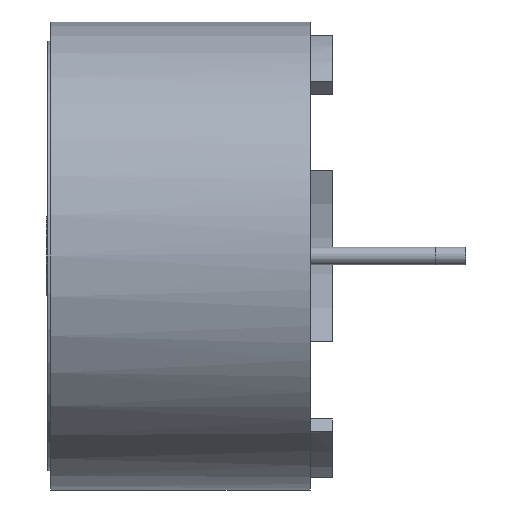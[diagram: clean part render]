
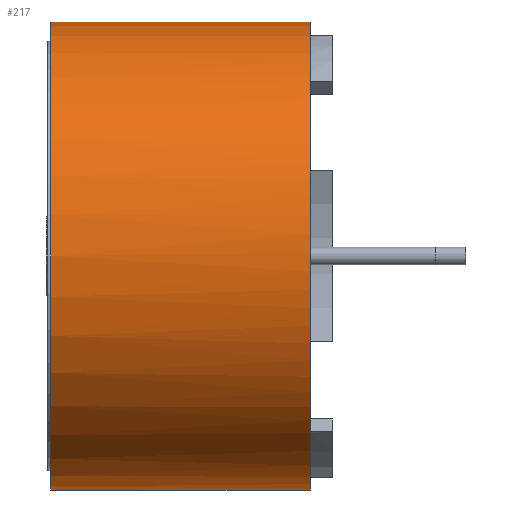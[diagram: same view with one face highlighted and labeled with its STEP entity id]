
A CAD part, left-side view. The second image highlights one B-rep face of the part: STEP entity #217.
In plain terms, the highlighted cylindrical face has radius 7.9 mm (diameter 15.8 mm), a partial arc.
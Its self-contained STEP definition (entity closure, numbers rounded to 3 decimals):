
#15 = ORIENTED_EDGE ( 'NONE', *, *, #724, .T. ) ;
#123 = DIRECTION ( 'NONE',  ( 0., 1., 0. ) ) ;
#148 = AXIS2_PLACEMENT_3D ( 'NONE', #880, #1012, #887 ) ;
#183 = VERTEX_POINT ( 'NONE', #1247 ) ;
#185 = DIRECTION ( 'NONE',  ( 0., -1., 0. ) ) ;
#189 = LINE ( 'NONE', #505, #489 ) ;
#201 = VERTEX_POINT ( 'NONE', #1635 ) ;
#216 = VERTEX_POINT ( 'NONE', #748 ) ;
#217 = ADVANCED_FACE ( 'NONE', ( #1015 ), #686, .T. ) ;
#226 = DIRECTION ( 'NONE',  ( 0., -1., 0. ) ) ;
#238 = ORIENTED_EDGE ( 'NONE', *, *, #283, .F. ) ;
#254 = ORIENTED_EDGE ( 'NONE', *, *, #1653, .F. ) ;
#283 = EDGE_CURVE ( 'NONE', #183, #1529, #189, .T. ) ;
#287 = DIRECTION ( 'NONE',  ( 0., -1., 0. ) ) ;
#319 = AXIS2_PLACEMENT_3D ( 'NONE', #1487, #185, #1220 ) ;
#459 = AXIS2_PLACEMENT_3D ( 'NONE', #1082, #287, #820 ) ;
#479 = EDGE_CURVE ( 'NONE', #1023, #976, #508, .T. ) ;
#480 = CARTESIAN_POINT ( 'NONE',  ( 0., 0.75, 0. ) ) ;
#489 = VECTOR ( 'NONE', #123, 1000. ) ;
#505 = CARTESIAN_POINT ( 'NONE',  ( 0., 0., -7.9 ) ) ;
#508 = CIRCLE ( 'NONE', #711, 7.9 ) ;
#531 = CIRCLE ( 'NONE', #319, 7.9 ) ;
#577 = EDGE_CURVE ( 'NONE', #976, #1298, #1587, .T. ) ;
#583 = ORIENTED_EDGE ( 'NONE', *, *, #577, .F. ) ;
#621 = DIRECTION ( 'NONE',  ( 0., 0., -1. ) ) ;
#630 = EDGE_LOOP ( 'NONE', ( #238, #793, #583, #1623, #254, #15, #1223 ) ) ;
#633 = AXIS2_PLACEMENT_3D ( 'NONE', #1122, #1254, #741 ) ;
#664 = CARTESIAN_POINT ( 'NONE',  ( -5.156, 0.75, -5.985 ) ) ;
#686 = CYLINDRICAL_SURFACE ( 'NONE', #148, 7.9 ) ;
#688 = CIRCLE ( 'NONE', #1275, 7.9 ) ;
#711 = AXIS2_PLACEMENT_3D ( 'NONE', #1055, #775, #797 ) ;
#724 = EDGE_CURVE ( 'NONE', #201, #216, #1131, .T. ) ;
#728 = EDGE_CURVE ( 'NONE', #1529, #216, #731, .T. ) ;
#731 = CIRCLE ( 'NONE', #633, 7.9 ) ;
#741 = DIRECTION ( 'NONE',  ( 0., 0., -1. ) ) ;
#747 = CARTESIAN_POINT ( 'NONE',  ( 0., 0., 7.9 ) ) ;
#748 = CARTESIAN_POINT ( 'NONE',  ( 0., 9.5, 7.9 ) ) ;
#775 = DIRECTION ( 'NONE',  ( 0., -1., 0. ) ) ;
#793 = ORIENTED_EDGE ( 'NONE', *, *, #818, .F. ) ;
#797 = DIRECTION ( 'NONE',  ( 0., 0., -1. ) ) ;
#807 = CARTESIAN_POINT ( 'NONE',  ( -3.95, 0.75, 6.842 ) ) ;
#818 = EDGE_CURVE ( 'NONE', #1298, #183, #688, .T. ) ;
#820 = DIRECTION ( 'NONE',  ( 0., 0., -1. ) ) ;
#880 = CARTESIAN_POINT ( 'NONE',  ( 0., 0., 0. ) ) ;
#887 = DIRECTION ( 'NONE',  ( 0., 0., 1. ) ) ;
#976 = VERTEX_POINT ( 'NONE', #664 ) ;
#1005 = DIRECTION ( 'NONE',  ( 0., 1., 0. ) ) ;
#1012 = DIRECTION ( 'NONE',  ( 0., 1., 0. ) ) ;
#1015 = FACE_OUTER_BOUND ( 'NONE', #630, .T. ) ;
#1023 = VERTEX_POINT ( 'NONE', #807 ) ;
#1031 = CARTESIAN_POINT ( 'NONE',  ( 0., 9.5, -7.9 ) ) ;
#1055 = CARTESIAN_POINT ( 'NONE',  ( 0., 0.75, 0. ) ) ;
#1079 = CARTESIAN_POINT ( 'NONE',  ( -2.605, 0.75, -7.458 ) ) ;
#1082 = CARTESIAN_POINT ( 'NONE',  ( 0., 0.75, 0. ) ) ;
#1122 = CARTESIAN_POINT ( 'NONE',  ( 0., 9.5, 0. ) ) ;
#1131 = LINE ( 'NONE', #747, #1537 ) ;
#1220 = DIRECTION ( 'NONE',  ( 0., 0., -1. ) ) ;
#1223 = ORIENTED_EDGE ( 'NONE', *, *, #728, .F. ) ;
#1247 = CARTESIAN_POINT ( 'NONE',  ( 0., 0.75, -7.9 ) ) ;
#1254 = DIRECTION ( 'NONE',  ( 0., 1., 0. ) ) ;
#1275 = AXIS2_PLACEMENT_3D ( 'NONE', #480, #226, #621 ) ;
#1298 = VERTEX_POINT ( 'NONE', #1079 ) ;
#1487 = CARTESIAN_POINT ( 'NONE',  ( 0., 0.75, 0. ) ) ;
#1529 = VERTEX_POINT ( 'NONE', #1031 ) ;
#1537 = VECTOR ( 'NONE', #1005, 1000. ) ;
#1587 = CIRCLE ( 'NONE', #459, 7.9 ) ;
#1623 = ORIENTED_EDGE ( 'NONE', *, *, #479, .F. ) ;
#1635 = CARTESIAN_POINT ( 'NONE',  ( 0., 0.75, 7.9 ) ) ;
#1653 = EDGE_CURVE ( 'NONE', #201, #1023, #531, .T. ) ;
